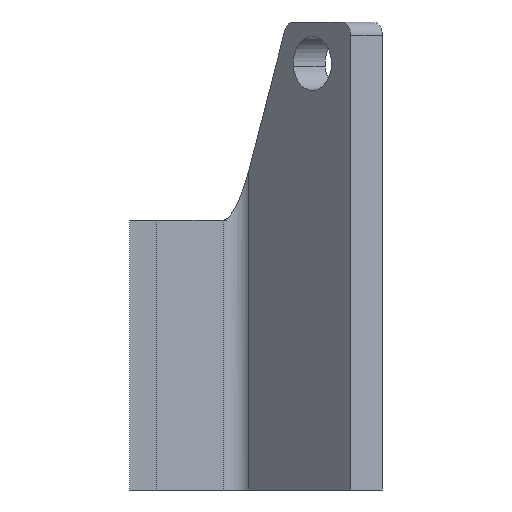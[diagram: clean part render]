
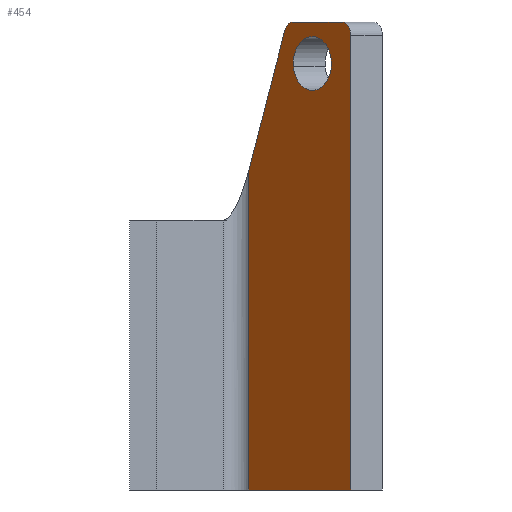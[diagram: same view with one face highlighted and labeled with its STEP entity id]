
A CAD part, left-side view. The second image highlights one B-rep face of the part: STEP entity #454.
In plain terms, the highlighted planar face has unit normal (-0.707, 0.707, 0).
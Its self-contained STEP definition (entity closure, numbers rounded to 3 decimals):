
#57=CARTESIAN_POINT('Axis2P3D Location',(30.759,34.295,32.395)) ;
#61=CARTESIAN_POINT('Vertex',(28.656,32.192,32.786)) ;
#63=CARTESIAN_POINT('Vertex',(32.862,36.398,32.003)) ;
#92=CARTESIAN_POINT('Axis2P3D Location',(30.759,34.295,32.395)) ;
#269=CARTESIAN_POINT('Vertex',(26.508,30.043,35.5)) ;
#274=CARTESIAN_POINT('Line Origine',(26.508,30.043,10.25)) ;
#278=CARTESIAN_POINT('Vertex',(26.508,30.043,-15.)) ;
#316=CARTESIAN_POINT('Vertex',(27.569,31.104,37.)) ;
#319=CARTESIAN_POINT('Axis2P3D Location',(27.569,31.104,35.5)) ;
#340=CARTESIAN_POINT('Vertex',(32.831,36.367,37.)) ;
#345=CARTESIAN_POINT('Line Origine',(30.2,33.735,37.)) ;
#378=CARTESIAN_POINT('Vertex',(33.828,37.363,36.013)) ;
#381=CARTESIAN_POINT('Axis2P3D Location',(32.831,36.367,35.5)) ;
#417=CARTESIAN_POINT('Axis2P3D Location',(-1.768,1.768,0.)) ;
#422=CARTESIAN_POINT('Line Origine',(37.822,41.357,2.747)) ;
#426=CARTESIAN_POINT('Vertex',(37.822,41.357,20.495)) ;
#428=CARTESIAN_POINT('Vertex',(37.822,41.357,-15.)) ;
#431=CARTESIAN_POINT('Line Origine',(32.165,35.7,-15.)) ;
#436=CARTESIAN_POINT('Line Origine',(35.825,39.36,28.254)) ;
#58=DIRECTION('Axis2P3D Direction',(0.707,-0.707,0.)) ;
#93=DIRECTION('Axis2P3D Direction',(0.707,-0.707,0.)) ;
#275=DIRECTION('Vector Direction',(0.,0.,1.)) ;
#320=DIRECTION('Axis2P3D Direction',(0.707,-0.707,0.)) ;
#346=DIRECTION('Vector Direction',(0.707,0.707,0.)) ;
#382=DIRECTION('Axis2P3D Direction',(0.707,-0.707,0.)) ;
#418=DIRECTION('Axis2P3D Direction',(0.707,-0.707,0.)) ;
#419=DIRECTION('Axis2P3D XDirection',(0.707,0.707,0.)) ;
#423=DIRECTION('Vector Direction',(0.,0.,1.)) ;
#432=DIRECTION('Vector Direction',(0.707,0.707,0.)) ;
#437=DIRECTION('Vector Direction',(0.242,0.242,-0.94)) ;
#59=AXIS2_PLACEMENT_3D('Circle Axis2P3D',#57,#58,$) ;
#94=AXIS2_PLACEMENT_3D('Circle Axis2P3D',#92,#93,$) ;
#321=AXIS2_PLACEMENT_3D('Circle Axis2P3D',#319,#320,$) ;
#383=AXIS2_PLACEMENT_3D('Circle Axis2P3D',#381,#382,$) ;
#420=AXIS2_PLACEMENT_3D('Plane Axis2P3D',#417,#418,#419) ;
#442=ORIENTED_EDGE('',*,*,#430,.T.) ;
#443=ORIENTED_EDGE('',*,*,#435,.F.) ;
#444=ORIENTED_EDGE('',*,*,#280,.F.) ;
#445=ORIENTED_EDGE('',*,*,#323,.F.) ;
#446=ORIENTED_EDGE('',*,*,#349,.F.) ;
#447=ORIENTED_EDGE('',*,*,#385,.F.) ;
#448=ORIENTED_EDGE('',*,*,#440,.F.) ;
#451=ORIENTED_EDGE('',*,*,#65,.T.) ;
#452=ORIENTED_EDGE('',*,*,#96,.T.) ;
#453=FACE_BOUND('',#450,.T.) ;
#276=VECTOR('Line Direction',#275,1.) ;
#347=VECTOR('Line Direction',#346,1.) ;
#424=VECTOR('Line Direction',#423,1.) ;
#433=VECTOR('Line Direction',#432,1.) ;
#438=VECTOR('Line Direction',#437,1.) ;
#454=ADVANCED_FACE('Corps principal',(#449,#453),#421,.F.) ;
#60=CIRCLE('generated circle',#59,3.) ;
#95=CIRCLE('generated circle',#94,3.) ;
#322=CIRCLE('generated circle',#321,1.5) ;
#384=CIRCLE('generated circle',#383,1.5) ;
#65=EDGE_CURVE('',#62,#64,#60,.T.) ;
#96=EDGE_CURVE('',#64,#62,#95,.T.) ;
#280=EDGE_CURVE('',#270,#279,#277,.F.) ;
#323=EDGE_CURVE('',#317,#270,#322,.T.) ;
#349=EDGE_CURVE('',#341,#317,#348,.F.) ;
#385=EDGE_CURVE('',#379,#341,#384,.T.) ;
#430=EDGE_CURVE('',#427,#429,#425,.F.) ;
#435=EDGE_CURVE('',#279,#429,#434,.T.) ;
#440=EDGE_CURVE('',#427,#379,#439,.F.) ;
#441=EDGE_LOOP('',(#442,#443,#444,#445,#446,#447,#448)) ;
#450=EDGE_LOOP('',(#451,#452)) ;
#449=FACE_OUTER_BOUND('',#441,.T.) ;
#277=LINE('Line',#274,#276) ;
#348=LINE('Line',#345,#347) ;
#425=LINE('Line',#422,#424) ;
#434=LINE('Line',#431,#433) ;
#439=LINE('Line',#436,#438) ;
#421=PLANE('Plane',#420) ;
#62=VERTEX_POINT('',#61) ;
#64=VERTEX_POINT('',#63) ;
#270=VERTEX_POINT('',#269) ;
#279=VERTEX_POINT('',#278) ;
#317=VERTEX_POINT('',#316) ;
#341=VERTEX_POINT('',#340) ;
#379=VERTEX_POINT('',#378) ;
#427=VERTEX_POINT('',#426) ;
#429=VERTEX_POINT('',#428) ;
